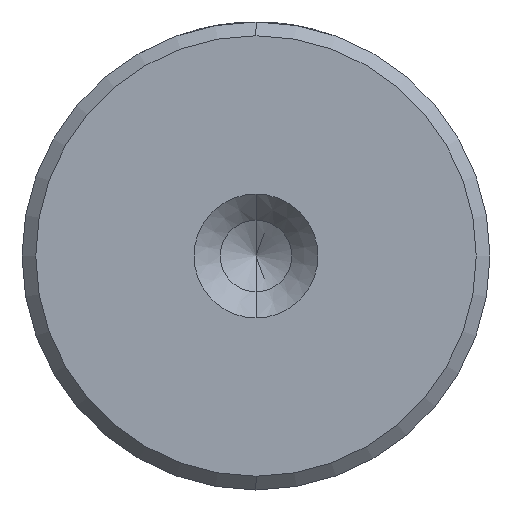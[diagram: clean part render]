
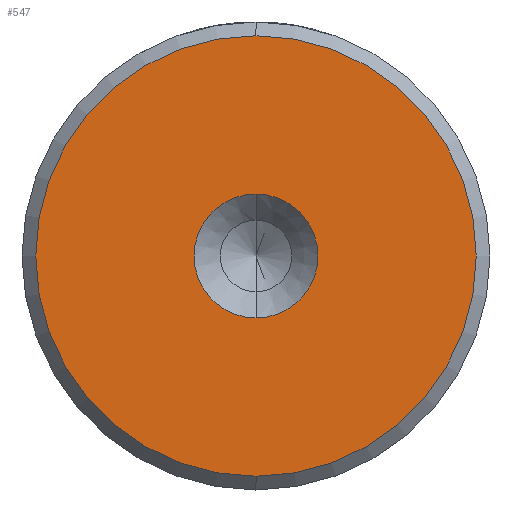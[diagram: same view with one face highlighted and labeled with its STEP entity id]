
A CAD part, left-side view. The second image highlights one B-rep face of the part: STEP entity #547.
In plain terms, the highlighted planar face has unit normal (-1, 0, 0).
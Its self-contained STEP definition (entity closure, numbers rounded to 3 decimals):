
#75 = FACE_BOUND ( 'NONE', #1065, .T. ) ;
#109 = CARTESIAN_POINT ( 'NONE',  ( 0., 0., 8. ) ) ;
#201 = AXIS2_PLACEMENT_3D ( 'NONE', #1858, #832, #2024 ) ;
#250 = AXIS2_PLACEMENT_3D ( 'NONE', #1979, #1828, #1816 ) ;
#264 = VERTEX_POINT ( 'NONE', #1789 ) ;
#299 = VERTEX_POINT ( 'NONE', #1461 ) ;
#341 = EDGE_LOOP ( 'NONE', ( #439, #1823 ) ) ;
#439 = ORIENTED_EDGE ( 'NONE', *, *, #1588, .T. ) ;
#487 = CIRCLE ( 'NONE', #201, 8. ) ;
#488 = EDGE_CURVE ( 'NONE', #264, #774, #638, .T. ) ;
#547 = ADVANCED_FACE ( 'NONE', ( #1501, #75 ), #791, .T. ) ;
#615 = DIRECTION ( 'NONE',  ( 0., 0., 1. ) ) ;
#624 = DIRECTION ( 'NONE',  ( -1., 0., 0. ) ) ;
#638 = CIRCLE ( 'NONE', #250, 2.25 ) ;
#646 = AXIS2_PLACEMENT_3D ( 'NONE', #1784, #766, #1953 ) ;
#766 = DIRECTION ( 'NONE',  ( -1., 0., 0. ) ) ;
#774 = VERTEX_POINT ( 'NONE', #1205 ) ;
#791 = PLANE ( 'NONE',  #1313 ) ;
#832 = DIRECTION ( 'NONE',  ( -1., 0., 0. ) ) ;
#969 = CARTESIAN_POINT ( 'NONE',  ( 0., 0., 0. ) ) ;
#996 = AXIS2_PLACEMENT_3D ( 'NONE', #969, #2156, #1151 ) ;
#1065 = EDGE_LOOP ( 'NONE', ( #1852, #1912 ) ) ;
#1142 = CARTESIAN_POINT ( 'NONE',  ( 0., 0., 0. ) ) ;
#1151 = DIRECTION ( 'NONE',  ( 0., 0., 1. ) ) ;
#1205 = CARTESIAN_POINT ( 'NONE',  ( 0., 0., -2.25 ) ) ;
#1313 = AXIS2_PLACEMENT_3D ( 'NONE', #1142, #624, #615 ) ;
#1461 = CARTESIAN_POINT ( 'NONE',  ( 0., 0., -8. ) ) ;
#1498 = CIRCLE ( 'NONE', #646, 2.25 ) ;
#1501 = FACE_OUTER_BOUND ( 'NONE', #341, .T. ) ;
#1588 = EDGE_CURVE ( 'NONE', #299, #2092, #487, .T. ) ;
#1708 = CIRCLE ( 'NONE', #996, 8. ) ;
#1784 = CARTESIAN_POINT ( 'NONE',  ( 0., 0., 0. ) ) ;
#1789 = CARTESIAN_POINT ( 'NONE',  ( 0., 0., 2.25 ) ) ;
#1816 = DIRECTION ( 'NONE',  ( 0., 0., 1. ) ) ;
#1823 = ORIENTED_EDGE ( 'NONE', *, *, #2211, .T. ) ;
#1828 = DIRECTION ( 'NONE',  ( -1., 0., 0. ) ) ;
#1852 = ORIENTED_EDGE ( 'NONE', *, *, #488, .F. ) ;
#1858 = CARTESIAN_POINT ( 'NONE',  ( 0., 0., 0. ) ) ;
#1880 = EDGE_CURVE ( 'NONE', #774, #264, #1498, .T. ) ;
#1912 = ORIENTED_EDGE ( 'NONE', *, *, #1880, .F. ) ;
#1953 = DIRECTION ( 'NONE',  ( 0., 0., 1. ) ) ;
#1979 = CARTESIAN_POINT ( 'NONE',  ( 0., 0., 0. ) ) ;
#2024 = DIRECTION ( 'NONE',  ( 0., 0., 1. ) ) ;
#2092 = VERTEX_POINT ( 'NONE', #109 ) ;
#2156 = DIRECTION ( 'NONE',  ( -1., 0., 0. ) ) ;
#2211 = EDGE_CURVE ( 'NONE', #2092, #299, #1708, .T. ) ;
